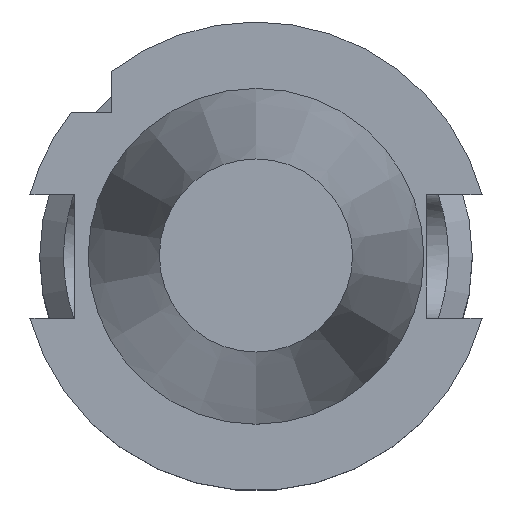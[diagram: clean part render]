
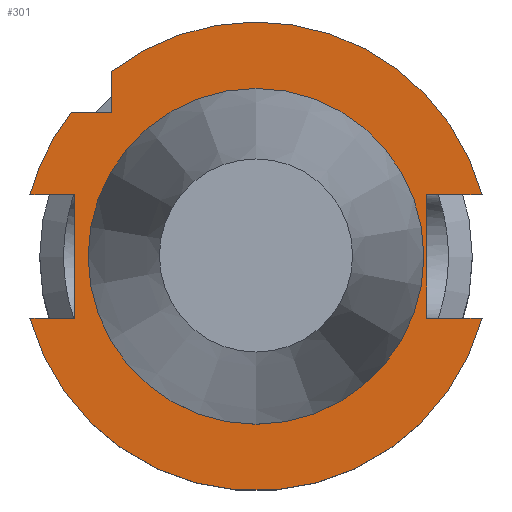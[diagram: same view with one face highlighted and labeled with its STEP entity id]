
A CAD part, top view. The second image highlights one B-rep face of the part: STEP entity #301.
In plain terms, the highlighted planar face has unit normal (0, 0, 1).
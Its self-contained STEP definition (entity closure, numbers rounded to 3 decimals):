
#189=EDGE_CURVE('240[2]',#570,#570,#571,.T.);
#229=EDGE_CURVE('240[2]',#633,#634,#635,.T.);
#246=EDGE_CURVE('240[2]',#662,#663,#664,.T.);
#250=EDGE_CURVE('240[2]',#669,#646,#670,.T.);
#252=EDGE_CURVE('240[2]',#672,#663,#673,.T.);
#257=EDGE_CURVE('240[2]',#662,#633,#679,.T.);
#280=EDGE_CURVE('240[2]',#566,#695,#714,.T.);
#301=ADVANCED_FACE('240[2]',(#743,#744),#745,.T.);
#330=EDGE_CURVE('240[2]',#762,#634,#783,.T.);
#340=EDGE_CURVE('240[2]',#695,#646,#795,.T.);
#487=EDGE_CURVE('240[2]',#724,#672,#983,.T.);
#502=EDGE_CURVE('240[2]',#669,#724,#1004,.T.);
#508=EDGE_CURVE('240[2]',#762,#566,#1010,.T.);
#566=VERTEX_POINT('',#1067);
#570=VERTEX_POINT('',#1073);
#571=CIRCLE('',#1074,34.925);
#633=VERTEX_POINT('',#1180);
#634=VERTEX_POINT('',#1181);
#635=LINE('',#1182,#1183);
#646=VERTEX_POINT('',#1207);
#662=VERTEX_POINT('',#1229);
#663=VERTEX_POINT('',#1230);
#664=CIRCLE('',#1231,48.75);
#669=VERTEX_POINT('',#1276);
#670=CIRCLE('',#1277,48.75);
#672=VERTEX_POINT('',#1280);
#673=LINE('',#1281,#1282);
#679=LINE('',#1290,#1291);
#695=VERTEX_POINT('',#1315);
#714=LINE('',#1350,#1351);
#724=VERTEX_POINT('',#1366);
#743=FACE_OUTER_BOUND('',#1442,.T.);
#744=FACE_BOUND('',#1443,.T.);
#745=PLANE('',#1444);
#762=VERTEX_POINT('',#1486);
#783=CIRCLE('',#1519,48.75);
#795=LINE('',#1537,#1538);
#983=LINE('',#1899,#1900);
#1004=LINE('',#1928,#1929);
#1010=LINE('',#2003,#2004);
#1067=CARTESIAN_POINT('',(-37.7,12.85,-1.5));
#1073=CARTESIAN_POINT('',(0.,34.925,-1.5));
#1074=AXIS2_PLACEMENT_3D('',#2079,#2080,#2081);
#1180=CARTESIAN_POINT('',(-30.0,30.0,-1.5));
#1181=CARTESIAN_POINT('',(-38.426,30.0,-1.5));
#1182=CARTESIAN_POINT('',(-18.059,30.0,-1.5));
#1183=VECTOR('',#2155,1.0);
#1207=CARTESIAN_POINT('',(-47.026,-12.85,-1.5));
#1229=CARTESIAN_POINT('',(-30.0,38.426,-1.5));
#1230=CARTESIAN_POINT('',(47.026,12.85,-1.5));
#1231=AXIS2_PLACEMENT_3D('',#2175,#2176,#2177);
#1276=CARTESIAN_POINT('',(47.026,-12.85,-1.5));
#1277=AXIS2_PLACEMENT_3D('',#2178,#2179,#2180);
#1280=CARTESIAN_POINT('',(35.5,12.85,-1.5));
#1281=CARTESIAN_POINT('',(21.422,12.85,-1.5));
#1282=VECTOR('',#2181,1.0);
#1290=CARTESIAN_POINT('',(-30.0,38.978,-1.5));
#1291=VECTOR('',#2190,1.0);
#1315=CARTESIAN_POINT('',(-37.7,-12.85,-1.5));
#1350=CARTESIAN_POINT('',(-37.7,20.919,-1.5));
#1351=VECTOR('',#2217,1.0);
#1366=CARTESIAN_POINT('',(35.5,-12.85,-1.5));
#1442=EDGE_LOOP('',(#2230,#2231,#2232,#2233,#2234,#2235,#2236,#2237,#2238,#2239,#2240));
#1443=EDGE_LOOP('',(#2241));
#1444=AXIS2_PLACEMENT_3D('',#2242,#2243,#2244);
#1486=CARTESIAN_POINT('',(-47.026,12.85,-1.5));
#1519=AXIS2_PLACEMENT_3D('',#2286,#2287,#2288);
#1537=CARTESIAN_POINT('',(-21.972,-12.85,-1.5));
#1538=VECTOR('',#2299,1.0);
#1899=CARTESIAN_POINT('',(35.5,20.919,-1.5));
#1900=VECTOR('',#2565,1.0);
#1928=CARTESIAN_POINT('',(21.422,-12.85,-1.5));
#1929=VECTOR('',#2596,1.0);
#2003=CARTESIAN_POINT('',(-21.972,12.85,-1.5));
#2004=VECTOR('',#2600,1.0);
#2079=CARTESIAN_POINT('',(0.,0.,-1.5));
#2080=DIRECTION('',(0.,0.,-1.0));
#2081=DIRECTION('',(0.,1.0,0.));
#2155=DIRECTION('',(-1.0,0.0,0.));
#2175=CARTESIAN_POINT('',(0.,0.,-1.5));
#2176=DIRECTION('',(0.,0.,-1.0));
#2177=DIRECTION('',(0.,1.0,0.));
#2178=CARTESIAN_POINT('',(0.,0.,-1.5));
#2179=DIRECTION('',(0.,0.,-1.0));
#2180=DIRECTION('',(0.,1.0,0.));
#2181=DIRECTION('',(1.0,0.,0.));
#2190=DIRECTION('',(0.0,-1.0,0.));
#2217=DIRECTION('',(0.0,-1.0,0.));
#2230=ORIENTED_EDGE('',*,*,#229,.T.);
#2231=ORIENTED_EDGE('',*,*,#330,.F.);
#2232=ORIENTED_EDGE('',*,*,#508,.T.);
#2233=ORIENTED_EDGE('',*,*,#280,.T.);
#2234=ORIENTED_EDGE('',*,*,#340,.T.);
#2235=ORIENTED_EDGE('',*,*,#250,.F.);
#2236=ORIENTED_EDGE('',*,*,#502,.T.);
#2237=ORIENTED_EDGE('',*,*,#487,.T.);
#2238=ORIENTED_EDGE('',*,*,#252,.T.);
#2239=ORIENTED_EDGE('',*,*,#246,.F.);
#2240=ORIENTED_EDGE('',*,*,#257,.T.);
#2241=ORIENTED_EDGE('',*,*,#189,.T.);
#2242=CARTESIAN_POINT('',(0.,41.838,-1.5));
#2243=DIRECTION('',(0.,0.,1.0));
#2244=DIRECTION('',(0.,-1.0,0.));
#2286=CARTESIAN_POINT('',(0.,0.,-1.5));
#2287=DIRECTION('',(0.,0.,-1.0));
#2288=DIRECTION('',(0.,1.0,0.));
#2299=DIRECTION('',(-1.0,0.,0.));
#2565=DIRECTION('',(0.0,1.0,0.));
#2596=DIRECTION('',(-1.0,0.,0.));
#2600=DIRECTION('',(1.0,0.,0.));
